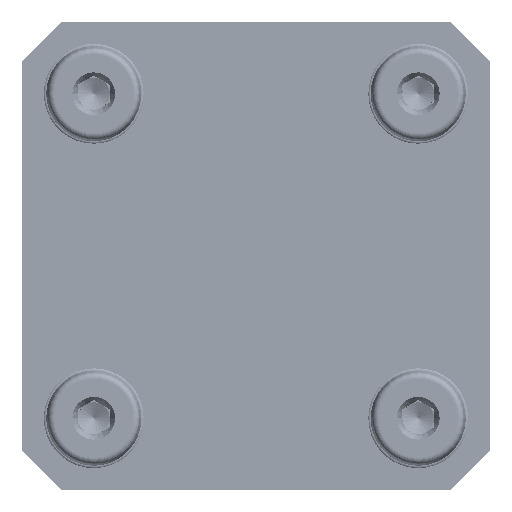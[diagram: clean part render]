
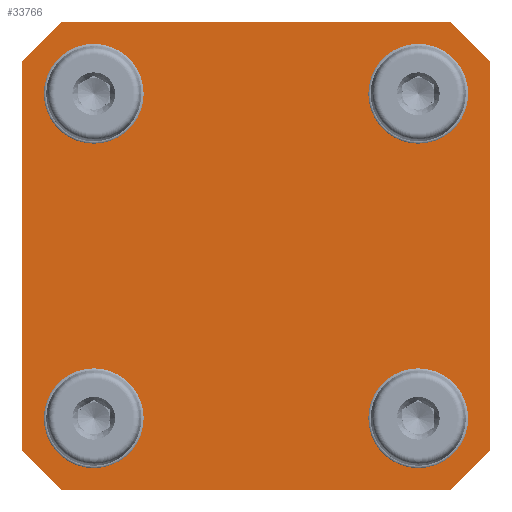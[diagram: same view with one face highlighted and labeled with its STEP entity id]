
A CAD part, front view. The second image highlights one B-rep face of the part: STEP entity #33766.
In plain terms, the highlighted planar face has unit normal (0, -1, 0).
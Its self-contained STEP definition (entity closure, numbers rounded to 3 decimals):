
#1212 = DIRECTION ( 'NONE',  ( 0., -1., 0. ) ) ;
#2204 = DIRECTION ( 'NONE',  ( 0., 0., -1. ) ) ;
#2440 = VERTEX_POINT ( 'NONE', #30164 ) ;
#2882 = CARTESIAN_POINT ( 'NONE',  ( -34.325, 0., 34.325 ) ) ;
#3151 = CARTESIAN_POINT ( 'NONE',  ( -31.15, 0., -37.5 ) ) ;
#3307 = ORIENTED_EDGE ( 'NONE', *, *, #5644, .T. ) ;
#4049 = CARTESIAN_POINT ( 'NONE',  ( -37.5, 0., -31.15 ) ) ;
#4320 = CARTESIAN_POINT ( 'NONE',  ( -37.5, 0., 37.5 ) ) ;
#4381 = VERTEX_POINT ( 'NONE', #4049 ) ;
#4412 = LINE ( 'NONE', #55715, #46252 ) ;
#4732 = CARTESIAN_POINT ( 'NONE',  ( -26., 0., -26. ) ) ;
#5089 = CARTESIAN_POINT ( 'NONE',  ( 26., 0., -32.008 ) ) ;
#5644 = EDGE_CURVE ( 'NONE', #32663, #18005, #70708, .T. ) ;
#5677 = AXIS2_PLACEMENT_3D ( 'NONE', #7395, #45593, #12877 ) ;
#6435 = LINE ( 'NONE', #4320, #61173 ) ;
#6919 = EDGE_CURVE ( 'NONE', #9876, #18005, #16565, .T. ) ;
#6961 = CARTESIAN_POINT ( 'NONE',  ( -26., 0., 32.008 ) ) ;
#7164 = VECTOR ( 'NONE', #36872, 1000. ) ;
#7395 = CARTESIAN_POINT ( 'NONE',  ( 26., 0., -26. ) ) ;
#8230 = CARTESIAN_POINT ( 'NONE',  ( -26., 0., 26. ) ) ;
#8378 = CARTESIAN_POINT ( 'NONE',  ( 26., 0., -19.992 ) ) ;
#9876 = VERTEX_POINT ( 'NONE', #57510 ) ;
#10191 = DIRECTION ( 'NONE',  ( 0., 0., 1. ) ) ;
#10297 = VECTOR ( 'NONE', #48521, 1000. ) ;
#10335 = ORIENTED_EDGE ( 'NONE', *, *, #59373, .F. ) ;
#10344 = CARTESIAN_POINT ( 'NONE',  ( -37.5, 0., 31.15 ) ) ;
#10560 = CARTESIAN_POINT ( 'NONE',  ( 31.15, 0., 37.5 ) ) ;
#11107 = CARTESIAN_POINT ( 'NONE',  ( -26., 0., 26. ) ) ;
#11193 = ORIENTED_EDGE ( 'NONE', *, *, #39692, .F. ) ;
#11300 = ORIENTED_EDGE ( 'NONE', *, *, #38132, .T. ) ;
#11387 = VECTOR ( 'NONE', #13276, 1000. ) ;
#11962 = DIRECTION ( 'NONE',  ( 0., 0., 1. ) ) ;
#12025 = LINE ( 'NONE', #43092, #10297 ) ;
#12069 = FACE_BOUND ( 'NONE', #35002, .T. ) ;
#12778 = VERTEX_POINT ( 'NONE', #66856 ) ;
#12809 = EDGE_CURVE ( 'NONE', #24340, #31170, #70285, .T. ) ;
#12877 = DIRECTION ( 'NONE',  ( 0., 0., -1. ) ) ;
#13276 = DIRECTION ( 'NONE',  ( 0., 0., -1. ) ) ;
#13518 = CARTESIAN_POINT ( 'NONE',  ( 37.5, 0., 37.5 ) ) ;
#13747 = DIRECTION ( 'NONE',  ( 0., 0., -1. ) ) ;
#13812 = ORIENTED_EDGE ( 'NONE', *, *, #59584, .F. ) ;
#14187 = EDGE_CURVE ( 'NONE', #9876, #23219, #14340, .T. ) ;
#14340 = LINE ( 'NONE', #44569, #70773 ) ;
#14490 = EDGE_CURVE ( 'NONE', #46831, #51953, #35695, .T. ) ;
#15376 = CARTESIAN_POINT ( 'NONE',  ( 37.5, 0., -31.15 ) ) ;
#15610 = ORIENTED_EDGE ( 'NONE', *, *, #14490, .F. ) ;
#16565 = LINE ( 'NONE', #13518, #11387 ) ;
#16637 = DIRECTION ( 'NONE',  ( 0., 0., -1. ) ) ;
#18005 = VERTEX_POINT ( 'NONE', #15376 ) ;
#18618 = CARTESIAN_POINT ( 'NONE',  ( 31.15, 0., -37.5 ) ) ;
#20087 = DIRECTION ( 'NONE',  ( 0., -1., 0. ) ) ;
#20541 = ORIENTED_EDGE ( 'NONE', *, *, #46305, .F. ) ;
#21164 = VERTEX_POINT ( 'NONE', #3151 ) ;
#21385 = EDGE_LOOP ( 'NONE', ( #58990, #69132, #53544, #11300, #30831, #61452, #13812, #3307 ) ) ;
#21407 = VECTOR ( 'NONE', #57561, 1000. ) ;
#21701 = EDGE_LOOP ( 'NONE', ( #15610, #10335 ) ) ;
#21729 = LINE ( 'NONE', #31635, #7164 ) ;
#22705 = CARTESIAN_POINT ( 'NONE',  ( -26., 0., -19.992 ) ) ;
#23219 = VERTEX_POINT ( 'NONE', #10560 ) ;
#23240 = DIRECTION ( 'NONE',  ( 0., -1., 0. ) ) ;
#23619 = CARTESIAN_POINT ( 'NONE',  ( 26., 0., 26. ) ) ;
#24340 = VERTEX_POINT ( 'NONE', #64655 ) ;
#24678 = DIRECTION ( 'NONE',  ( 0., -1., 0. ) ) ;
#25771 = AXIS2_PLACEMENT_3D ( 'NONE', #23619, #61827, #29122 ) ;
#26666 = FACE_BOUND ( 'NONE', #33663, .T. ) ;
#28158 = VERTEX_POINT ( 'NONE', #8378 ) ;
#28769 = PLANE ( 'NONE',  #50251 ) ;
#29122 = DIRECTION ( 'NONE',  ( 0., 0., 1. ) ) ;
#30164 = CARTESIAN_POINT ( 'NONE',  ( -31.15, 0., 37.5 ) ) ;
#30831 = ORIENTED_EDGE ( 'NONE', *, *, #33747, .F. ) ;
#31156 = EDGE_CURVE ( 'NONE', #2440, #23219, #6435, .T. ) ;
#31170 = VERTEX_POINT ( 'NONE', #64534 ) ;
#31635 = CARTESIAN_POINT ( 'NONE',  ( -34.325, 0., -34.325 ) ) ;
#32663 = VERTEX_POINT ( 'NONE', #18618 ) ;
#32801 = AXIS2_PLACEMENT_3D ( 'NONE', #33950, #1212, #39423 ) ;
#32813 = DIRECTION ( 'NONE',  ( 0.707, 0., 0.707 ) ) ;
#33663 = EDGE_LOOP ( 'NONE', ( #45953, #11193 ) ) ;
#33747 = EDGE_CURVE ( 'NONE', #4381, #60403, #4412, .T. ) ;
#33766 = ADVANCED_FACE ( 'NONE', ( #26666, #12069, #68509, #39461, #53950 ), #28769, .T. ) ;
#33950 = CARTESIAN_POINT ( 'NONE',  ( 26., 0., 26. ) ) ;
#35002 = EDGE_LOOP ( 'NONE', ( #61451, #20541 ) ) ;
#35695 = CIRCLE ( 'NONE', #58403, 6.008 ) ;
#35740 = EDGE_CURVE ( 'NONE', #4381, #21164, #21729, .T. ) ;
#35945 = LINE ( 'NONE', #2882, #21407 ) ;
#36813 = CIRCLE ( 'NONE', #44263, 6.008 ) ;
#36872 = DIRECTION ( 'NONE',  ( 0.707, 0., -0.707 ) ) ;
#38132 = EDGE_CURVE ( 'NONE', #2440, #60403, #35945, .T. ) ;
#39423 = DIRECTION ( 'NONE',  ( 0., 0., 1. ) ) ;
#39461 = FACE_BOUND ( 'NONE', #21701, .T. ) ;
#39692 = EDGE_CURVE ( 'NONE', #44888, #12778, #44991, .T. ) ;
#40438 = EDGE_CURVE ( 'NONE', #12778, #44888, #69652, .T. ) ;
#42028 = CIRCLE ( 'NONE', #60731, 6.008 ) ;
#42958 = DIRECTION ( 'NONE',  ( 0., -1., 0. ) ) ;
#43092 = CARTESIAN_POINT ( 'NONE',  ( -37.5, 0., -37.5 ) ) ;
#44263 = AXIS2_PLACEMENT_3D ( 'NONE', #52729, #20087, #58297 ) ;
#44569 = CARTESIAN_POINT ( 'NONE',  ( 34.325, 0., 34.325 ) ) ;
#44806 = DIRECTION ( 'NONE',  ( -0.707, 0., 0.707 ) ) ;
#44888 = VERTEX_POINT ( 'NONE', #22705 ) ;
#44991 = CIRCLE ( 'NONE', #70871, 6.008 ) ;
#45593 = DIRECTION ( 'NONE',  ( 0., -1., 0. ) ) ;
#45874 = CIRCLE ( 'NONE', #32801, 6.008 ) ;
#45909 = VERTEX_POINT ( 'NONE', #5089 ) ;
#45953 = ORIENTED_EDGE ( 'NONE', *, *, #40438, .F. ) ;
#46252 = VECTOR ( 'NONE', #11962, 1000. ) ;
#46305 = EDGE_CURVE ( 'NONE', #28158, #45909, #36813, .T. ) ;
#46349 = CIRCLE ( 'NONE', #5677, 6.008 ) ;
#46429 = DIRECTION ( 'NONE',  ( 0., -1., 0. ) ) ;
#46831 = VERTEX_POINT ( 'NONE', #47397 ) ;
#47397 = CARTESIAN_POINT ( 'NONE',  ( -26., 0., 19.992 ) ) ;
#48521 = DIRECTION ( 'NONE',  ( -1., 0., 0. ) ) ;
#49270 = DIRECTION ( 'NONE',  ( 0., -1., 0. ) ) ;
#50251 = AXIS2_PLACEMENT_3D ( 'NONE', #67656, #23240, #2204 ) ;
#50703 = AXIS2_PLACEMENT_3D ( 'NONE', #57377, #24678, #62877 ) ;
#51830 = ORIENTED_EDGE ( 'NONE', *, *, #12809, .F. ) ;
#51953 = VERTEX_POINT ( 'NONE', #6961 ) ;
#52729 = CARTESIAN_POINT ( 'NONE',  ( 26., 0., -26. ) ) ;
#53496 = DIRECTION ( 'NONE',  ( 1., 0., 0. ) ) ;
#53544 = ORIENTED_EDGE ( 'NONE', *, *, #31156, .F. ) ;
#53950 = FACE_OUTER_BOUND ( 'NONE', #21385, .T. ) ;
#55715 = CARTESIAN_POINT ( 'NONE',  ( -37.5, 0., 37.5 ) ) ;
#56148 = VECTOR ( 'NONE', #32813, 1000. ) ;
#57377 = CARTESIAN_POINT ( 'NONE',  ( -26., 0., -26. ) ) ;
#57510 = CARTESIAN_POINT ( 'NONE',  ( 37.5, 0., 31.15 ) ) ;
#57561 = DIRECTION ( 'NONE',  ( -0.707, 0., -0.707 ) ) ;
#58297 = DIRECTION ( 'NONE',  ( 0., 0., -1. ) ) ;
#58403 = AXIS2_PLACEMENT_3D ( 'NONE', #11107, #49270, #16637 ) ;
#58990 = ORIENTED_EDGE ( 'NONE', *, *, #6919, .F. ) ;
#59373 = EDGE_CURVE ( 'NONE', #51953, #46831, #42028, .T. ) ;
#59584 = EDGE_CURVE ( 'NONE', #32663, #21164, #12025, .T. ) ;
#60029 = CARTESIAN_POINT ( 'NONE',  ( 34.325, 0., -34.325 ) ) ;
#60403 = VERTEX_POINT ( 'NONE', #10344 ) ;
#60731 = AXIS2_PLACEMENT_3D ( 'NONE', #8230, #46429, #13747 ) ;
#61173 = VECTOR ( 'NONE', #53496, 1000. ) ;
#61451 = ORIENTED_EDGE ( 'NONE', *, *, #64792, .F. ) ;
#61452 = ORIENTED_EDGE ( 'NONE', *, *, #35740, .T. ) ;
#61827 = DIRECTION ( 'NONE',  ( 0., -1., 0. ) ) ;
#62877 = DIRECTION ( 'NONE',  ( 0., 0., 1. ) ) ;
#64534 = CARTESIAN_POINT ( 'NONE',  ( 26., 0., 19.992 ) ) ;
#64655 = CARTESIAN_POINT ( 'NONE',  ( 26., 0., 32.008 ) ) ;
#64792 = EDGE_CURVE ( 'NONE', #45909, #28158, #46349, .T. ) ;
#65956 = ORIENTED_EDGE ( 'NONE', *, *, #68147, .F. ) ;
#66856 = CARTESIAN_POINT ( 'NONE',  ( -26., 0., -32.008 ) ) ;
#66888 = EDGE_LOOP ( 'NONE', ( #65956, #51830 ) ) ;
#67656 = CARTESIAN_POINT ( 'NONE',  ( 0., 0., 0. ) ) ;
#68147 = EDGE_CURVE ( 'NONE', #31170, #24340, #45874, .T. ) ;
#68509 = FACE_BOUND ( 'NONE', #66888, .T. ) ;
#69132 = ORIENTED_EDGE ( 'NONE', *, *, #14187, .T. ) ;
#69652 = CIRCLE ( 'NONE', #50703, 6.008 ) ;
#70285 = CIRCLE ( 'NONE', #25771, 6.008 ) ;
#70708 = LINE ( 'NONE', #60029, #56148 ) ;
#70773 = VECTOR ( 'NONE', #44806, 1000. ) ;
#70871 = AXIS2_PLACEMENT_3D ( 'NONE', #4732, #42958, #10191 ) ;
